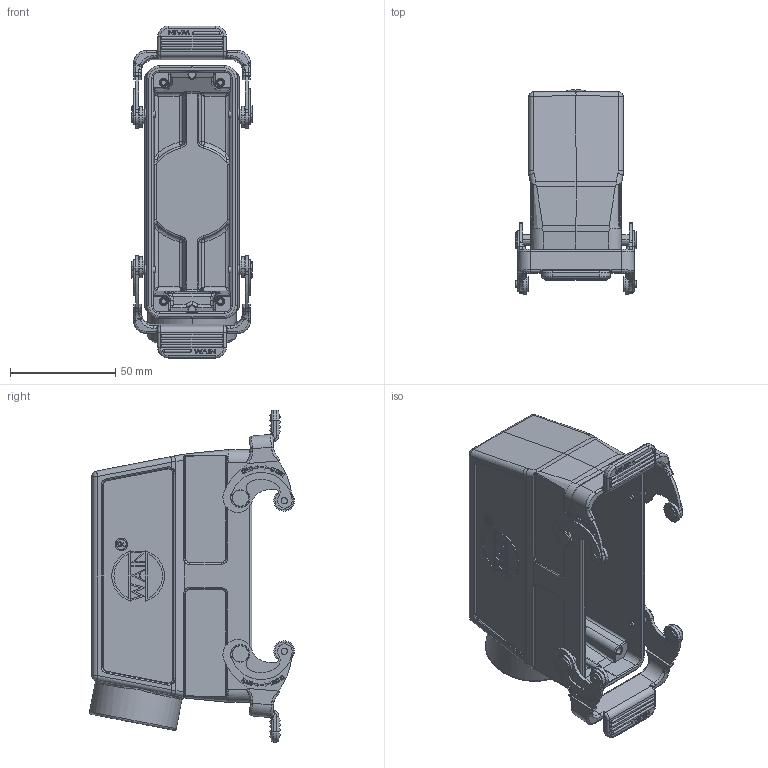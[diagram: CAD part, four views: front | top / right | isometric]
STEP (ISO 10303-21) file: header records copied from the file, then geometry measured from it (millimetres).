
FILE_DESCRIPTION((''),'2;1');
FILE_NAME('3D_1110244415004_H24B-TEH-2L_SC','2020-09-27T',('lian.chen'),(''),'PRO/ENGINEER BY PARAMETRIC TECHNOLOGY CORPORATION, 2012480','PRO/ENGINEER BY PARAMETRIC TECHNOLOGY CORPORATION, 2012480','');
FILE_SCHEMA(('AUTOMOTIVE_DESIGN { 1 0 10303 214 1 1 1 1 }'));
Products named in the file (1): 3D_1110244415004_H24B-TEH-2L_SC
Bounding box: 57.5 x 97.44 x 157.8 mm (x, y, z)
Volume: 116922.5 mm3; surface area: 69703.9 mm2
Topology: 1 solids, 1 shells, 1865 faces, 4881 edges, 3168 vertices
Faces by surface type: plane 815, cylinder 447, bspline 216, extrusion 164, torus 119, cone 64, sphere 40
Entity records: 71027 total; most frequent: CARTESIAN_POINT 26431, ORIENTED_EDGE 9702, DIRECTION 8390, EDGE_CURVE 4851, VERTEX_POINT 3168, AXIS2_PLACEMENT_3D 2874, VECTOR 2642, LINE 2478
